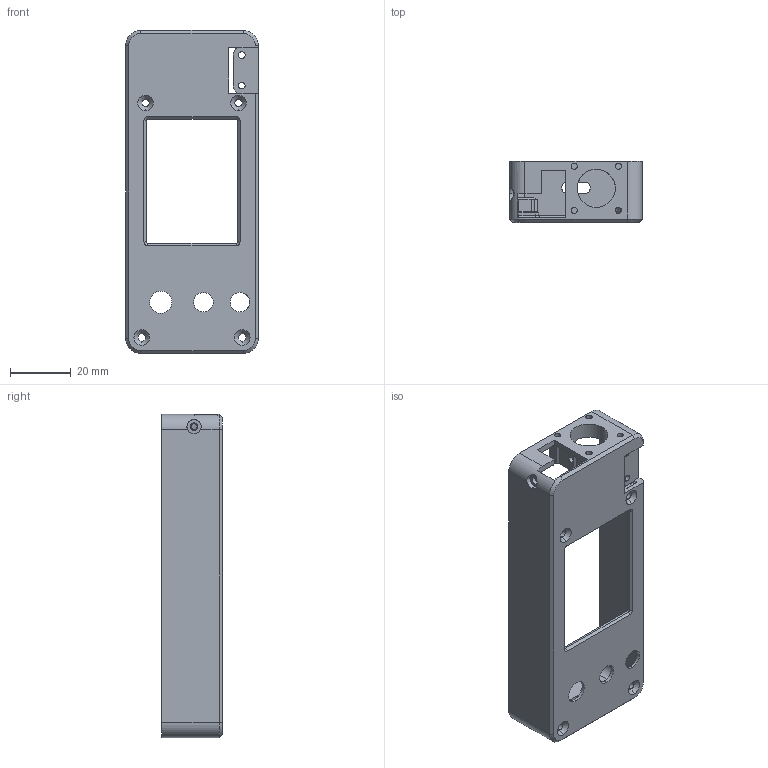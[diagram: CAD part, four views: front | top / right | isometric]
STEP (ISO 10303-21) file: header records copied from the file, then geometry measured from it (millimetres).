
FILE_DESCRIPTION (( 'STEP AP214' ), '1' );
FILE_NAME ('AxxSolder_Encolsure_Portable_Top_Earth_Stand.STEP', '2024-02-29T21:24:04', ( '' ), ( '' ), 'SwSTEP 2.0', 'SolidWorks 2020', '' );
FILE_SCHEMA (( 'AUTOMOTIVE_DESIGN' ));
Length unit declared in the file: millimetre
Products named in the file (1): AxxSolder_Encolsure_Portable_Top_Earth_Stand
Bounding box: 43.5 x 19.95 x 106 mm (x, y, z)
Volume: 16058.1 mm3; surface area: 17560.9 mm2
Topology: 1 solids, 1 shells, 288 faces, 742 edges, 446 vertices
Faces by surface type: cylinder 103, plane 103, cone 51, torus 21, bspline 6, sphere 4
Entity records: 9454 total; most frequent: CARTESIAN_POINT 2192, DIRECTION 1536, ORIENTED_EDGE 1472, EDGE_CURVE 736, AXIS2_PLACEMENT_3D 559, VERTEX_POINT 446, LINE 418, VECTOR 418
